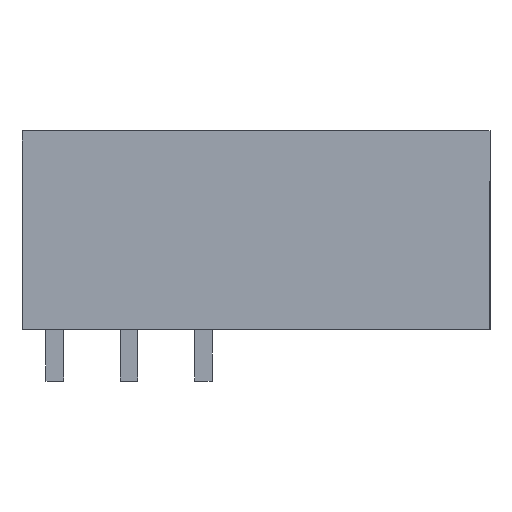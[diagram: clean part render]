
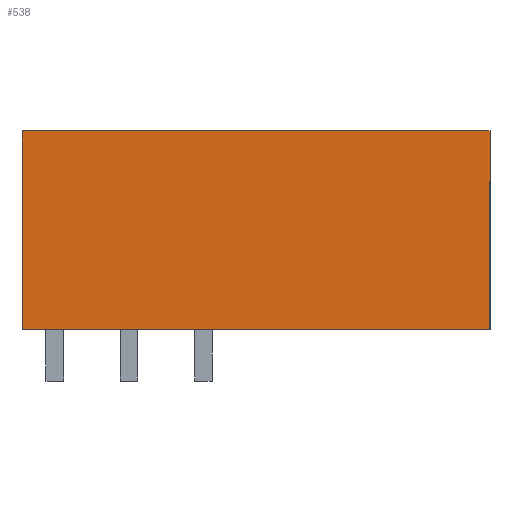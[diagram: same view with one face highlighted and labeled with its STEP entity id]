
A CAD part, left-side view. The second image highlights one B-rep face of the part: STEP entity #538.
In plain terms, the highlighted planar face has unit normal (-1, 0, 0).
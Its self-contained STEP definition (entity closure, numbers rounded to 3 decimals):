
#518=AXIS2_PLACEMENT_3D('Plane Axis2P3D',#515,#516,#517) ;
#42=CARTESIAN_POINT('Vertex',(0.,32.,3.5)) ;
#45=CARTESIAN_POINT('Line Origine',(0.,32.,10.3)) ;
#49=CARTESIAN_POINT('Vertex',(0.,32.,17.1)) ;
#229=CARTESIAN_POINT('Vertex',(0.,0.,3.5)) ;
#232=CARTESIAN_POINT('Line Origine',(0.,16.,3.5)) ;
#515=CARTESIAN_POINT('Axis2P3D Location',(0.,0.,3.5)) ;
#520=CARTESIAN_POINT('Line Origine',(0.,0.,10.3)) ;
#524=CARTESIAN_POINT('Vertex',(0.,0.,17.1)) ;
#527=CARTESIAN_POINT('Line Origine',(0.,16.,17.1)) ;
#46=DIRECTION('Vector Direction',(0.,0.,-1.)) ;
#233=DIRECTION('Vector Direction',(0.,-1.,0.)) ;
#516=DIRECTION('Axis2P3D Direction',(-1.,0.,0.)) ;
#517=DIRECTION('Axis2P3D XDirection',(0.,0.,1.)) ;
#521=DIRECTION('Vector Direction',(0.,0.,1.)) ;
#528=DIRECTION('Vector Direction',(0.,1.,0.)) ;
#47=VECTOR('Line Direction',#46,1.) ;
#234=VECTOR('Line Direction',#233,1.) ;
#522=VECTOR('Line Direction',#521,1.) ;
#529=VECTOR('Line Direction',#528,1.) ;
#533=ORIENTED_EDGE('',*,*,#51,.T.) ;
#534=ORIENTED_EDGE('',*,*,#236,.T.) ;
#535=ORIENTED_EDGE('',*,*,#526,.T.) ;
#536=ORIENTED_EDGE('',*,*,#531,.T.) ;
#538=ADVANCED_FACE('HOUSING',(#537),#519,.T.) ;
#51=EDGE_CURVE('',#50,#43,#48,.T.) ;
#236=EDGE_CURVE('',#43,#230,#235,.T.) ;
#526=EDGE_CURVE('',#230,#525,#523,.T.) ;
#531=EDGE_CURVE('',#525,#50,#530,.T.) ;
#532=EDGE_LOOP('',(#533,#534,#535,#536)) ;
#537=FACE_OUTER_BOUND('',#532,.T.) ;
#48=LINE('Line',#45,#47) ;
#235=LINE('Line',#232,#234) ;
#523=LINE('Line',#520,#522) ;
#530=LINE('Line',#527,#529) ;
#519=PLANE('',#518) ;
#43=VERTEX_POINT('',#42) ;
#50=VERTEX_POINT('',#49) ;
#230=VERTEX_POINT('',#229) ;
#525=VERTEX_POINT('',#524) ;
